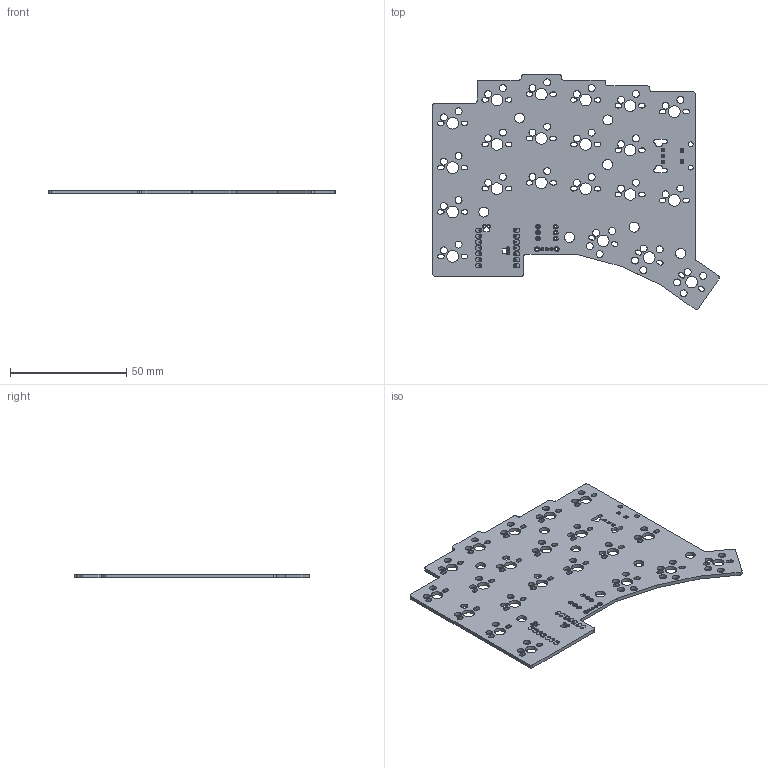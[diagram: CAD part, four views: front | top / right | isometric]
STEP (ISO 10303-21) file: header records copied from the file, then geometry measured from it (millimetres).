
FILE_DESCRIPTION(('KiCad electronic assembly'),'2;1');
FILE_NAME('pinkeybd_L.step','2025-08-03T14:55:06',('Pcbnew'),('Kicad'), 'Open CASCADE STEP processor 7.8','KiCad to STEP converter','Unknown' );
FILE_SCHEMA(('AUTOMOTIVE_DESIGN { 1 0 10303 214 1 1 1 1 }'));
Length unit declared in the file: millimetre
Products named in the file (3): pinkeybd_L 1; pinkeybd_L_pad; pinkeybd_L_PCB
Assembly tree (2 placements, depth 2):
  pinkeybd_L 1
    pinkeybd_L_pad
    pinkeybd_L_PCB
Bounding box: 123.02 x 101.08 x 1.59 mm (x, y, z)
Volume: 12105.1 mm3; surface area: 20060.3 mm2
Topology: 223 solids, 223 shells, 1813 faces, 4101 edges, 2734 vertices
Faces by surface type: plane 1097, cylinder 716
Full cylindrical faces by diameter (mm): 0.65 x9, 0.7 x6, 0.763 x42, 0.813 x28, 0.85 x9, 0.9 x6, 0.95 x36, 1 x20, 1.15 x6, 1.2 x4, 1.4 x4, 1.5 x8, 2.05 x2, 2.1 x4, 3 x48, 4.3 x7, 5 x21
Entity records: 53198 total; most frequent: DIRECTION 9165, CARTESIAN_POINT 8651, ORIENTED_EDGE 8202, EDGE_CURVE 4101, AXIS2_PLACEMENT_3D 3248, VERTEX_POINT 2734, LINE 2669, VECTOR 2669
